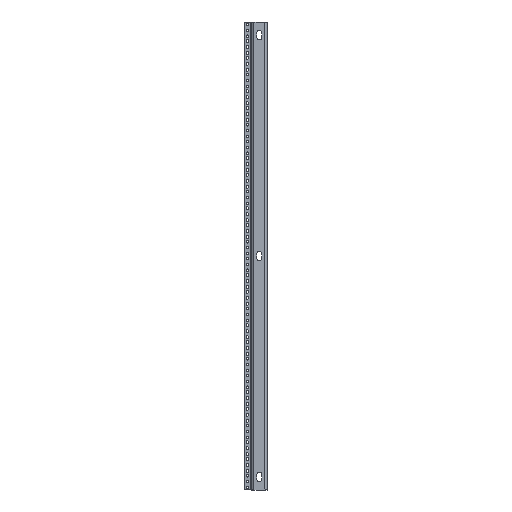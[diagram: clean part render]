
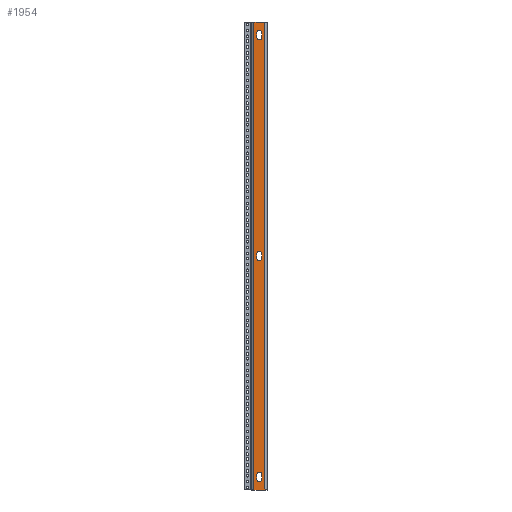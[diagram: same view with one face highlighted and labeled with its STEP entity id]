
A CAD part, left-side view. The second image highlights one B-rep face of the part: STEP entity #1954.
In plain terms, the highlighted planar face has unit normal (-1, 0, 0).
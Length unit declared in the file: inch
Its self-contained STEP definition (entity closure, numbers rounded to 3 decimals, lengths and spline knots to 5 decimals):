
#257 = DIRECTION ( 'NONE',  ( 0., 0., 1. ) ) ;
#371 = ORIENTED_EDGE ( 'NONE', *, *, #2129, .T. ) ;
#378 = DIRECTION ( 'NONE',  ( 1., 0., 0. ) ) ;
#411 = CARTESIAN_POINT ( 'NONE',  ( 0., 1.375, 0. ) ) ;
#470 = CARTESIAN_POINT ( 'NONE',  ( 0., 0.812, -47.375 ) ) ;
#684 = CARTESIAN_POINT ( 'NONE',  ( 0., 1.062, -24.25 ) ) ;
#722 = DIRECTION ( 'NONE',  ( 0., 0., -1. ) ) ;
#841 = VECTOR ( 'NONE', #11134, 39.37008 ) ;
#877 = DIRECTION ( 'NONE',  ( 0., 0., 1. ) ) ;
#879 = DIRECTION ( 'NONE',  ( 0., 0., 1. ) ) ;
#925 = ORIENTED_EDGE ( 'NONE', *, *, #12402, .T. ) ;
#995 = ORIENTED_EDGE ( 'NONE', *, *, #9089, .T. ) ;
#1091 = EDGE_CURVE ( 'NONE', #9439, #3690, #8739, .T. ) ;
#1160 = CARTESIAN_POINT ( 'NONE',  ( 0., 1.062, -47.875 ) ) ;
#1167 = AXIS2_PLACEMENT_3D ( 'NONE', #11427, #1908, #879 ) ;
#1175 = EDGE_CURVE ( 'NONE', #11093, #3690, #8950, .T. ) ;
#1210 = DIRECTION ( 'NONE',  ( 0., 0., -1. ) ) ;
#1357 = CARTESIAN_POINT ( 'NONE',  ( 0., 0.25, 0. ) ) ;
#1476 = VERTEX_POINT ( 'NONE', #4304 ) ;
#1722 = DIRECTION ( 'NONE',  ( 1., 0., 0. ) ) ;
#1908 = DIRECTION ( 'NONE',  ( 1., 0., 0. ) ) ;
#1954 = ADVANCED_FACE ( 'NONE', ( #9339, #8494, #6423, #2127 ), #9674, .T. ) ;
#1966 = ORIENTED_EDGE ( 'NONE', *, *, #1091, .T. ) ;
#2016 = ORIENTED_EDGE ( 'NONE', *, *, #11712, .T. ) ;
#2025 = CARTESIAN_POINT ( 'NONE',  ( 0., 1.625, 0. ) ) ;
#2116 = VECTOR ( 'NONE', #722, 39.37008 ) ;
#2127 = FACE_OUTER_BOUND ( 'NONE', #5509, .T. ) ;
#2129 = EDGE_CURVE ( 'NONE', #7781, #2660, #11974, .T. ) ;
#2182 = DIRECTION ( 'NONE',  ( 1., 0., 0. ) ) ;
#2550 = LINE ( 'NONE', #4484, #10124 ) ;
#2578 = DIRECTION ( 'NONE',  ( 0., 0., -1. ) ) ;
#2660 = VERTEX_POINT ( 'NONE', #7768 ) ;
#2722 = CARTESIAN_POINT ( 'NONE',  ( 0., 1.375, -49. ) ) ;
#2791 = CARTESIAN_POINT ( 'NONE',  ( 0., 0.562, -24.75 ) ) ;
#2827 = AXIS2_PLACEMENT_3D ( 'NONE', #9738, #8627, #6547 ) ;
#2958 = CIRCLE ( 'NONE', #1167, 0.25 ) ;
#3305 = AXIS2_PLACEMENT_3D ( 'NONE', #470, #1722, #12359 ) ;
#3319 = LINE ( 'NONE', #11856, #7191 ) ;
#3568 = DIRECTION ( 'NONE',  ( 0., 0., 1. ) ) ;
#3684 = VERTEX_POINT ( 'NONE', #10453 ) ;
#3690 = VERTEX_POINT ( 'NONE', #4893 ) ;
#4005 = CARTESIAN_POINT ( 'NONE',  ( 0., 1.062, -1.625 ) ) ;
#4304 = CARTESIAN_POINT ( 'NONE',  ( 0., 1.062, -24.75 ) ) ;
#4421 = DIRECTION ( 'NONE',  ( 0., 0., -1. ) ) ;
#4454 = CIRCLE ( 'NONE', #12236, 0.25 ) ;
#4484 = CARTESIAN_POINT ( 'NONE',  ( 0., 0.562, 0. ) ) ;
#4505 = EDGE_LOOP ( 'NONE', ( #6807, #7420, #371, #12586 ) ) ;
#4561 = EDGE_CURVE ( 'NONE', #1476, #4605, #13398, .T. ) ;
#4600 = EDGE_LOOP ( 'NONE', ( #925, #995, #10024, #13435 ) ) ;
#4605 = VERTEX_POINT ( 'NONE', #684 ) ;
#4668 = EDGE_CURVE ( 'NONE', #10256, #8908, #7499, .T. ) ;
#4676 = LINE ( 'NONE', #10017, #2116 ) ;
#4736 = ORIENTED_EDGE ( 'NONE', *, *, #13730, .T. ) ;
#4893 = CARTESIAN_POINT ( 'NONE',  ( 0., 0.25, -49. ) ) ;
#4912 = CARTESIAN_POINT ( 'NONE',  ( 0., 1.062, 0. ) ) ;
#5186 = CIRCLE ( 'NONE', #6062, 0.25 ) ;
#5509 = EDGE_LOOP ( 'NONE', ( #7159, #4736, #2016, #1966 ) ) ;
#5605 = DIRECTION ( 'NONE',  ( 0., 0., 1. ) ) ;
#5709 = CARTESIAN_POINT ( 'NONE',  ( 0., 1.062, 0. ) ) ;
#5979 = CARTESIAN_POINT ( 'NONE',  ( 0., 0.562, -47.875 ) ) ;
#6062 = AXIS2_PLACEMENT_3D ( 'NONE', #6871, #12380, #9164 ) ;
#6078 = VECTOR ( 'NONE', #257, 39.37008 ) ;
#6423 = FACE_BOUND ( 'NONE', #4600, .T. ) ;
#6547 = DIRECTION ( 'NONE',  ( 0., 0., 1. ) ) ;
#6629 = LINE ( 'NONE', #8705, #6078 ) ;
#6669 = ORIENTED_EDGE ( 'NONE', *, *, #7085, .T. ) ;
#6753 = VERTEX_POINT ( 'NONE', #2791 ) ;
#6769 = DIRECTION ( 'NONE',  ( 0., 0., -1. ) ) ;
#6774 = EDGE_CURVE ( 'NONE', #2660, #7205, #5186, .T. ) ;
#6807 = ORIENTED_EDGE ( 'NONE', *, *, #11793, .T. ) ;
#6871 = CARTESIAN_POINT ( 'NONE',  ( 0., 0.812, -1.125 ) ) ;
#7012 = CARTESIAN_POINT ( 'NONE',  ( 0., 1.062, -47.375 ) ) ;
#7085 = EDGE_CURVE ( 'NONE', #6753, #1476, #11846, .T. ) ;
#7159 = ORIENTED_EDGE ( 'NONE', *, *, #1175, .F. ) ;
#7191 = VECTOR ( 'NONE', #4421, 39.37008 ) ;
#7205 = VERTEX_POINT ( 'NONE', #13475 ) ;
#7414 = AXIS2_PLACEMENT_3D ( 'NONE', #8759, #378, #3568 ) ;
#7420 = ORIENTED_EDGE ( 'NONE', *, *, #11616, .T. ) ;
#7451 = EDGE_CURVE ( 'NONE', #3684, #6753, #3319, .T. ) ;
#7470 = EDGE_LOOP ( 'NONE', ( #9881, #6669, #9026, #8381 ) ) ;
#7499 = CIRCLE ( 'NONE', #3305, 0.25 ) ;
#7650 = CARTESIAN_POINT ( 'NONE',  ( 0., 1.375, 0. ) ) ;
#7768 = CARTESIAN_POINT ( 'NONE',  ( 0., 1.062, -1.125 ) ) ;
#7781 = VERTEX_POINT ( 'NONE', #4005 ) ;
#8356 = CARTESIAN_POINT ( 'NONE',  ( 0., 0.812, -47.875 ) ) ;
#8381 = ORIENTED_EDGE ( 'NONE', *, *, #10245, .T. ) ;
#8494 = FACE_BOUND ( 'NONE', #7470, .T. ) ;
#8548 = VECTOR ( 'NONE', #2578, 39.37008 ) ;
#8627 = DIRECTION ( 'NONE',  ( -1., 0., 0. ) ) ;
#8705 = CARTESIAN_POINT ( 'NONE',  ( 0., 1.062, 0. ) ) ;
#8739 = LINE ( 'NONE', #9027, #12788 ) ;
#8759 = CARTESIAN_POINT ( 'NONE',  ( 0., 0.812, -1.625 ) ) ;
#8908 = VERTEX_POINT ( 'NONE', #11442 ) ;
#8950 = LINE ( 'NONE', #12095, #8548 ) ;
#9026 = ORIENTED_EDGE ( 'NONE', *, *, #4561, .T. ) ;
#9027 = CARTESIAN_POINT ( 'NONE',  ( 0., 1.625, -49. ) ) ;
#9089 = EDGE_CURVE ( 'NONE', #13542, #12322, #4454, .T. ) ;
#9164 = DIRECTION ( 'NONE',  ( 0., 0., 1. ) ) ;
#9339 = FACE_BOUND ( 'NONE', #4505, .T. ) ;
#9411 = CIRCLE ( 'NONE', #7414, 0.25 ) ;
#9439 = VERTEX_POINT ( 'NONE', #2722 ) ;
#9674 = PLANE ( 'NONE',  #2827 ) ;
#9738 = CARTESIAN_POINT ( 'NONE',  ( 0., 1.625, 0. ) ) ;
#9805 = LINE ( 'NONE', #7650, #12545 ) ;
#9881 = ORIENTED_EDGE ( 'NONE', *, *, #7451, .T. ) ;
#10017 = CARTESIAN_POINT ( 'NONE',  ( 0., 0.562, 0. ) ) ;
#10024 = ORIENTED_EDGE ( 'NONE', *, *, #11101, .T. ) ;
#10124 = VECTOR ( 'NONE', #6769, 39.37008 ) ;
#10188 = DIRECTION ( 'NONE',  ( 0., 0., 1. ) ) ;
#10245 = EDGE_CURVE ( 'NONE', #4605, #3684, #2958, .T. ) ;
#10256 = VERTEX_POINT ( 'NONE', #7012 ) ;
#10453 = CARTESIAN_POINT ( 'NONE',  ( 0., 0.562, -24.25 ) ) ;
#10637 = VERTEX_POINT ( 'NONE', #411 ) ;
#10687 = CARTESIAN_POINT ( 'NONE',  ( 0., 0.812, -24.75 ) ) ;
#11093 = VERTEX_POINT ( 'NONE', #1357 ) ;
#11101 = EDGE_CURVE ( 'NONE', #12322, #10256, #6629, .T. ) ;
#11134 = DIRECTION ( 'NONE',  ( 0., 0., 1. ) ) ;
#11427 = CARTESIAN_POINT ( 'NONE',  ( 0., 0.812, -24.25 ) ) ;
#11442 = CARTESIAN_POINT ( 'NONE',  ( 0., 0.562, -47.375 ) ) ;
#11616 = EDGE_CURVE ( 'NONE', #12925, #7781, #9411, .T. ) ;
#11700 = VECTOR ( 'NONE', #13705, 39.37008 ) ;
#11712 = EDGE_CURVE ( 'NONE', #10637, #9439, #9805, .T. ) ;
#11793 = EDGE_CURVE ( 'NONE', #7205, #12925, #4676, .T. ) ;
#11846 = CIRCLE ( 'NONE', #13416, 0.25 ) ;
#11856 = CARTESIAN_POINT ( 'NONE',  ( 0., 0.562, 0. ) ) ;
#11913 = CARTESIAN_POINT ( 'NONE',  ( 0., 0.562, -1.625 ) ) ;
#11958 = DIRECTION ( 'NONE',  ( 0., -1., 0. ) ) ;
#11974 = LINE ( 'NONE', #5709, #841 ) ;
#12095 = CARTESIAN_POINT ( 'NONE',  ( 0., 0.25, 0. ) ) ;
#12236 = AXIS2_PLACEMENT_3D ( 'NONE', #8356, #2182, #877 ) ;
#12322 = VERTEX_POINT ( 'NONE', #1160 ) ;
#12359 = DIRECTION ( 'NONE',  ( 0., 0., 1. ) ) ;
#12380 = DIRECTION ( 'NONE',  ( 1., 0., 0. ) ) ;
#12402 = EDGE_CURVE ( 'NONE', #8908, #13542, #2550, .T. ) ;
#12545 = VECTOR ( 'NONE', #1210, 39.37008 ) ;
#12586 = ORIENTED_EDGE ( 'NONE', *, *, #6774, .T. ) ;
#12788 = VECTOR ( 'NONE', #11958, 39.37008 ) ;
#12859 = LINE ( 'NONE', #2025, #11700 ) ;
#12914 = DIRECTION ( 'NONE',  ( 1., 0., 0. ) ) ;
#12925 = VERTEX_POINT ( 'NONE', #11913 ) ;
#13398 = LINE ( 'NONE', #4912, #13743 ) ;
#13416 = AXIS2_PLACEMENT_3D ( 'NONE', #10687, #12914, #5605 ) ;
#13435 = ORIENTED_EDGE ( 'NONE', *, *, #4668, .T. ) ;
#13475 = CARTESIAN_POINT ( 'NONE',  ( 0., 0.562, -1.125 ) ) ;
#13542 = VERTEX_POINT ( 'NONE', #5979 ) ;
#13705 = DIRECTION ( 'NONE',  ( 0., 1., 0. ) ) ;
#13730 = EDGE_CURVE ( 'NONE', #11093, #10637, #12859, .T. ) ;
#13743 = VECTOR ( 'NONE', #10188, 39.37008 ) ;
